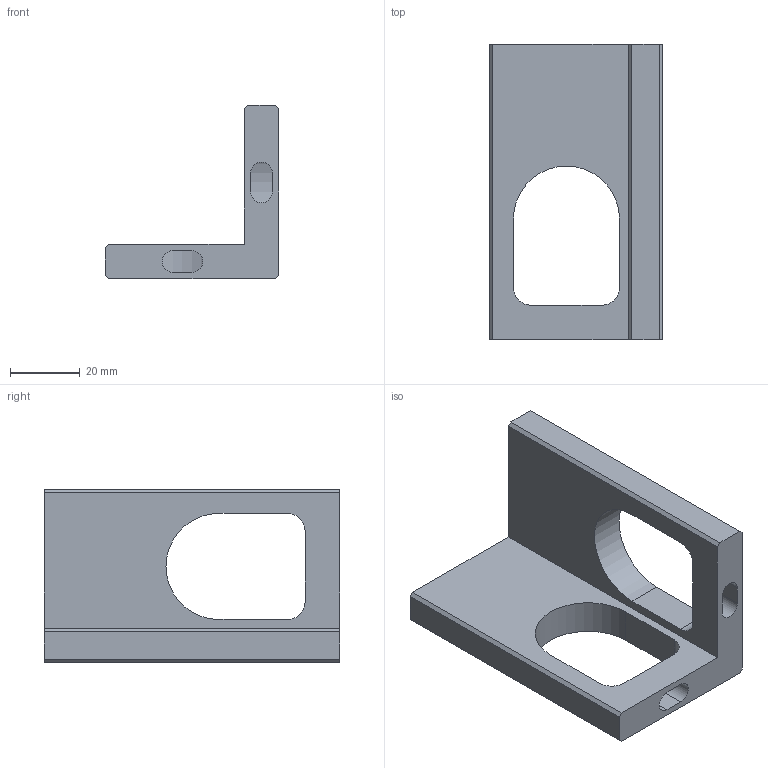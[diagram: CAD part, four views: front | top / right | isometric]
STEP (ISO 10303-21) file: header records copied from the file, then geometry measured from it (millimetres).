
FILE_DESCRIPTION(/* description */ (''),/* implementation_level */ '2;1');
FILE_NAME(/* name */ 'XYIND-L-H85-C110.step',/* time_stamp */ '2022-05-12T11:27:59+03:00',/* author */ (''),/* organization */ (''),/* preprocessor_version */ 'ST-DEVELOPER v18.1',/* originating_system */ 'Autodesk Translation Framework v10.14.0.1471',/* authorisation */ '');
FILE_SCHEMA (('AUTOMOTIVE_DESIGN { 1 0 10303 214 3 1 1 }'));
Length unit declared in the file: millimetre
Products named in the file (1): XYIND-L-H85-C110
Bounding box: 50 x 85 x 50 mm (x, y, z)
Volume: 52411.5 mm3; surface area: 17408.4 mm2
Topology: 1 solids, 1 shells, 39 faces, 108 edges, 71 vertices
Faces by surface type: plane 23, cylinder 13, cone 3
Full cylindrical faces by diameter (mm): 3.332 x3
Entity records: 1285 total; most frequent: CARTESIAN_POINT 216, DIRECTION 211, ORIENTED_EDGE 210, EDGE_CURVE 105, LINE 79, VECTOR 79, VERTEX_POINT 71, AXIS2_PLACEMENT_3D 66
